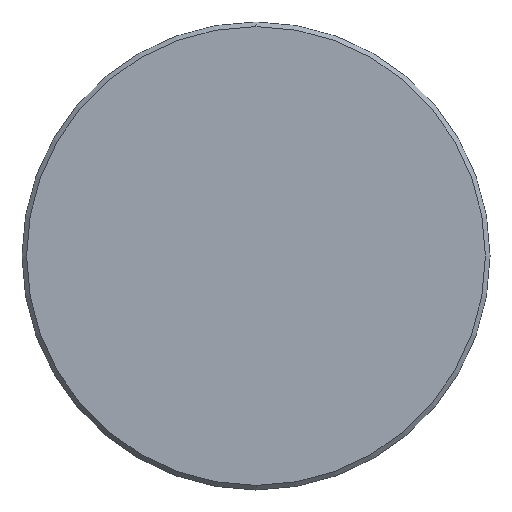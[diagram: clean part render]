
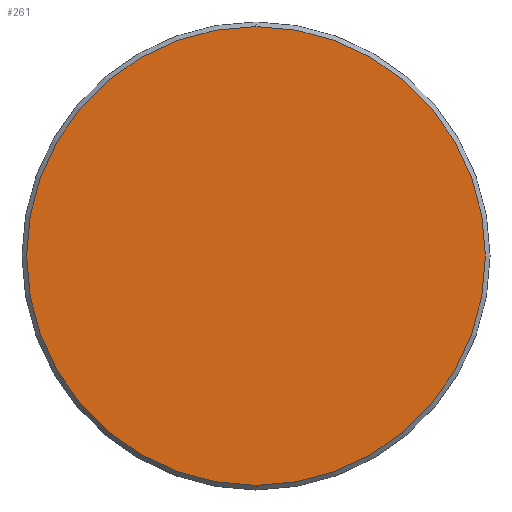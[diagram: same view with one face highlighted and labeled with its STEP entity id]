
A CAD part, left-side view. The second image highlights one B-rep face of the part: STEP entity #261.
In plain terms, the highlighted planar face has unit normal (-1, 0, 0).
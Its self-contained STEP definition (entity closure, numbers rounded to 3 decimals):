
#29 = AXIS2_PLACEMENT_3D ( 'NONE', #164, #121, #223 ) ;
#66 = CARTESIAN_POINT ( 'NONE',  ( -1.9, 0., 0. ) ) ;
#79 = EDGE_LOOP ( 'NONE', ( #118, #128 ) ) ;
#85 = VERTEX_POINT ( 'NONE', #253 ) ;
#98 = DIRECTION ( 'NONE',  ( -1., 0., 0. ) ) ;
#99 = AXIS2_PLACEMENT_3D ( 'NONE', #66, #102, #274 ) ;
#102 = DIRECTION ( 'NONE',  ( 1., 0., 0. ) ) ;
#111 = AXIS2_PLACEMENT_3D ( 'NONE', #163, #98, #135 ) ;
#118 = ORIENTED_EDGE ( 'NONE', *, *, #268, .T. ) ;
#121 = DIRECTION ( 'NONE',  ( -1., 0., 0. ) ) ;
#128 = ORIENTED_EDGE ( 'NONE', *, *, #225, .T. ) ;
#135 = DIRECTION ( 'NONE',  ( 0., 0., -1. ) ) ;
#137 = CIRCLE ( 'NONE', #111, 12.45 ) ;
#163 = CARTESIAN_POINT ( 'NONE',  ( -1.9, 0., 0. ) ) ;
#164 = CARTESIAN_POINT ( 'NONE',  ( -1.9, 0., 0. ) ) ;
#179 = CARTESIAN_POINT ( 'NONE',  ( -1.9, 0., 12.45 ) ) ;
#223 = DIRECTION ( 'NONE',  ( 0., 0., -1. ) ) ;
#225 = EDGE_CURVE ( 'NONE', #265, #85, #259, .T. ) ;
#244 = PLANE ( 'NONE',  #99 ) ;
#253 = CARTESIAN_POINT ( 'NONE',  ( -1.9, 0., -12.45 ) ) ;
#259 = CIRCLE ( 'NONE', #29, 12.45 ) ;
#261 = ADVANCED_FACE ( 'NONE', ( #264 ), #244, .F. ) ;
#264 = FACE_OUTER_BOUND ( 'NONE', #79, .T. ) ;
#265 = VERTEX_POINT ( 'NONE', #179 ) ;
#268 = EDGE_CURVE ( 'NONE', #85, #265, #137, .T. ) ;
#274 = DIRECTION ( 'NONE',  ( 0., 0., -1. ) ) ;
